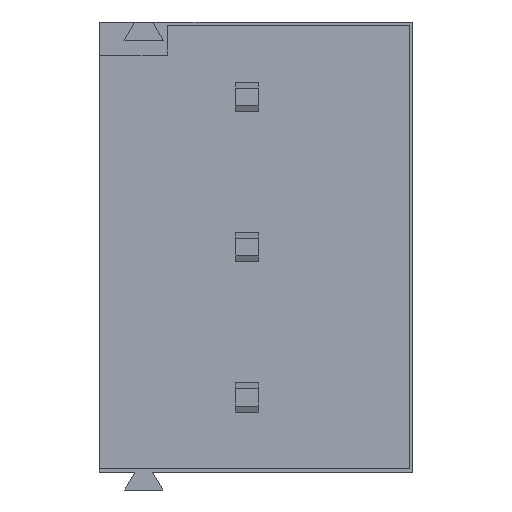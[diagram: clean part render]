
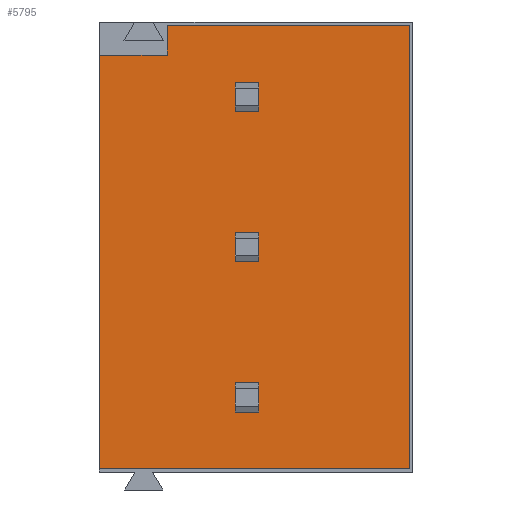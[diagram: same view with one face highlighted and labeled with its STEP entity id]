
A CAD part, front view. The second image highlights one B-rep face of the part: STEP entity #5795.
In plain terms, the highlighted planar face has unit normal (0, -1, 0).
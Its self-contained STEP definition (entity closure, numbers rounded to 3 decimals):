
#31 = EDGE_CURVE ( 'NONE', #5465, #6224, #4557, .T. ) ;
#79 = EDGE_CURVE ( 'NONE', #6662, #219, #6675, .T. ) ;
#160 = EDGE_CURVE ( 'NONE', #2261, #6662, #805, .T. ) ;
#164 = VECTOR ( 'NONE', #3260, 1000. ) ;
#219 = VERTEX_POINT ( 'NONE', #555 ) ;
#437 = EDGE_CURVE ( 'NONE', #6070, #4569, #1954, .T. ) ;
#555 = CARTESIAN_POINT ( 'NONE',  ( 2.3, -1.5, 2.42 ) ) ;
#715 = VECTOR ( 'NONE', #5154, 1000. ) ;
#777 = DIRECTION ( 'NONE',  ( 0., 0., 1. ) ) ;
#805 = LINE ( 'NONE', #6316, #3468 ) ;
#813 = EDGE_LOOP ( 'NONE', ( #2224, #6177, #4443, #4246, #6172, #3755 ) ) ;
#852 = VECTOR ( 'NONE', #1002, 1000. ) ;
#860 = ORIENTED_EDGE ( 'NONE', *, *, #3244, .T. ) ;
#879 = DIRECTION ( 'NONE',  ( 0., 0., -1. ) ) ;
#937 = CARTESIAN_POINT ( 'NONE',  ( 0., -1.5, 2.42 ) ) ;
#961 = VECTOR ( 'NONE', #4728, 1000. ) ;
#1002 = DIRECTION ( 'NONE',  ( -1., 0., 0. ) ) ;
#1023 = EDGE_CURVE ( 'NONE', #2724, #3201, #3870, .T. ) ;
#1121 = FACE_BOUND ( 'NONE', #2181, .T. ) ;
#1153 = DIRECTION ( 'NONE',  ( 0., 0., 1. ) ) ;
#1173 = CARTESIAN_POINT ( 'NONE',  ( 4.6, -1.5, 2.42 ) ) ;
#1177 = EDGE_LOOP ( 'NONE', ( #860, #2942, #1960, #6327 ) ) ;
#1202 = DIRECTION ( 'NONE',  ( 0., 0., -1. ) ) ;
#1368 = CARTESIAN_POINT ( 'NONE',  ( 10.5, -1.5, -4.58 ) ) ;
#1400 = LINE ( 'NONE', #4583, #715 ) ;
#1408 = VECTOR ( 'NONE', #2445, 1000. ) ;
#1462 = VECTOR ( 'NONE', #879, 1000. ) ;
#1496 = VECTOR ( 'NONE', #5746, 1000. ) ;
#1512 = EDGE_CURVE ( 'NONE', #1803, #5630, #1400, .T. ) ;
#1540 = EDGE_CURVE ( 'NONE', #1672, #5580, #4118, .T. ) ;
#1553 = DIRECTION ( 'NONE',  ( 1., 0., 0. ) ) ;
#1600 = LINE ( 'NONE', #5982, #852 ) ;
#1627 = FACE_BOUND ( 'NONE', #1177, .T. ) ;
#1669 = LINE ( 'NONE', #4302, #164 ) ;
#1672 = VERTEX_POINT ( 'NONE', #4374 ) ;
#1681 = EDGE_CURVE ( 'NONE', #5953, #3705, #1669, .T. ) ;
#1803 = VERTEX_POINT ( 'NONE', #5668 ) ;
#1862 = EDGE_CURVE ( 'NONE', #4231, #3705, #7046, .T. ) ;
#1873 = ORIENTED_EDGE ( 'NONE', *, *, #4750, .F. ) ;
#1954 = LINE ( 'NONE', #5682, #2890 ) ;
#1960 = ORIENTED_EDGE ( 'NONE', *, *, #1681, .T. ) ;
#1970 = CARTESIAN_POINT ( 'NONE',  ( 5.4, -1.5, 2.42 ) ) ;
#1994 = CARTESIAN_POINT ( 'NONE',  ( 5.4, -1.5, -4.58 ) ) ;
#2148 = EDGE_CURVE ( 'NONE', #2724, #5630, #6856, .T. ) ;
#2181 = EDGE_LOOP ( 'NONE', ( #3358, #4129, #4963, #2839 ) ) ;
#2182 = FACE_OUTER_BOUND ( 'NONE', #813, .T. ) ;
#2224 = ORIENTED_EDGE ( 'NONE', *, *, #79, .F. ) ;
#2261 = VERTEX_POINT ( 'NONE', #6278 ) ;
#2437 = LINE ( 'NONE', #5239, #961 ) ;
#2445 = DIRECTION ( 'NONE',  ( -1., 0., 0. ) ) ;
#2691 = VECTOR ( 'NONE', #4209, 1000. ) ;
#2704 = CARTESIAN_POINT ( 'NONE',  ( 5.4, -1.5, 0.5 ) ) ;
#2718 = LINE ( 'NONE', #1173, #6328 ) ;
#2724 = VERTEX_POINT ( 'NONE', #4665 ) ;
#2734 = CARTESIAN_POINT ( 'NONE',  ( 10.5, -1.5, 2.42 ) ) ;
#2748 = VECTOR ( 'NONE', #1153, 1000. ) ;
#2753 = DIRECTION ( 'NONE',  ( 0., 0., 1. ) ) ;
#2780 = CARTESIAN_POINT ( 'NONE',  ( 5.4, -1.5, 2.42 ) ) ;
#2803 = CARTESIAN_POINT ( 'NONE',  ( 5.4, -1.5, -10.66 ) ) ;
#2839 = ORIENTED_EDGE ( 'NONE', *, *, #1512, .T. ) ;
#2847 = CARTESIAN_POINT ( 'NONE',  ( 4.6, -1.5, 2.42 ) ) ;
#2878 = LINE ( 'NONE', #5628, #1408 ) ;
#2890 = VECTOR ( 'NONE', #2966, 1000. ) ;
#2942 = ORIENTED_EDGE ( 'NONE', *, *, #6345, .T. ) ;
#2966 = DIRECTION ( 'NONE',  ( -1., 0., 0. ) ) ;
#3201 = VERTEX_POINT ( 'NONE', #5884 ) ;
#3221 = CARTESIAN_POINT ( 'NONE',  ( 10.5, -1.5, -12.58 ) ) ;
#3223 = VECTOR ( 'NONE', #777, 1000. ) ;
#3244 = EDGE_CURVE ( 'NONE', #4231, #4588, #5397, .T. ) ;
#3255 = PLANE ( 'NONE',  #6485 ) ;
#3260 = DIRECTION ( 'NONE',  ( 1., 0., 0. ) ) ;
#3334 = DIRECTION ( 'NONE',  ( 0., -1., 0. ) ) ;
#3336 = FACE_BOUND ( 'NONE', #3835, .T. ) ;
#3343 = EDGE_CURVE ( 'NONE', #6224, #4621, #1600, .T. ) ;
#3358 = ORIENTED_EDGE ( 'NONE', *, *, #2148, .F. ) ;
#3468 = VECTOR ( 'NONE', #5293, 1000. ) ;
#3516 = CARTESIAN_POINT ( 'NONE',  ( 2.3, -1.5, 1.42 ) ) ;
#3620 = VECTOR ( 'NONE', #4077, 1000. ) ;
#3705 = VERTEX_POINT ( 'NONE', #5908 ) ;
#3719 = CARTESIAN_POINT ( 'NONE',  ( 2.3, -1.5, 1.42 ) ) ;
#3755 = ORIENTED_EDGE ( 'NONE', *, *, #4199, .T. ) ;
#3835 = EDGE_LOOP ( 'NONE', ( #1873, #4821, #4933, #5642 ) ) ;
#3870 = LINE ( 'NONE', #6697, #5847 ) ;
#4025 = LINE ( 'NONE', #4478, #2748 ) ;
#4077 = DIRECTION ( 'NONE',  ( 0., 0., 1. ) ) ;
#4118 = LINE ( 'NONE', #1368, #1496 ) ;
#4125 = EDGE_CURVE ( 'NONE', #3201, #1803, #2718, .T. ) ;
#4129 = ORIENTED_EDGE ( 'NONE', *, *, #1023, .T. ) ;
#4199 = EDGE_CURVE ( 'NONE', #5465, #219, #2878, .T. ) ;
#4209 = DIRECTION ( 'NONE',  ( 0., 0., 1. ) ) ;
#4231 = VERTEX_POINT ( 'NONE', #2803 ) ;
#4246 = ORIENTED_EDGE ( 'NONE', *, *, #3343, .F. ) ;
#4284 = CARTESIAN_POINT ( 'NONE',  ( 10.5, -1.5, -10.66 ) ) ;
#4302 = CARTESIAN_POINT ( 'NONE',  ( 10.5, -1.5, -9.66 ) ) ;
#4374 = CARTESIAN_POINT ( 'NONE',  ( 4.6, -1.5, -4.58 ) ) ;
#4429 = DIRECTION ( 'NONE',  ( 0., 0., 1. ) ) ;
#4443 = ORIENTED_EDGE ( 'NONE', *, *, #6521, .T. ) ;
#4478 = CARTESIAN_POINT ( 'NONE',  ( 4.6, -1.5, 2.42 ) ) ;
#4557 = LINE ( 'NONE', #6120, #5286 ) ;
#4569 = VERTEX_POINT ( 'NONE', #6631 ) ;
#4583 = CARTESIAN_POINT ( 'NONE',  ( 10.5, -1.5, 0.5 ) ) ;
#4588 = VERTEX_POINT ( 'NONE', #6407 ) ;
#4621 = VERTEX_POINT ( 'NONE', #6016 ) ;
#4665 = CARTESIAN_POINT ( 'NONE',  ( 5.4, -1.5, -0.5 ) ) ;
#4728 = DIRECTION ( 'NONE',  ( 0., 0., 1. ) ) ;
#4750 = EDGE_CURVE ( 'NONE', #6070, #5580, #2437, .T. ) ;
#4821 = ORIENTED_EDGE ( 'NONE', *, *, #437, .T. ) ;
#4899 = DIRECTION ( 'NONE',  ( -1., 0., 0. ) ) ;
#4933 = ORIENTED_EDGE ( 'NONE', *, *, #5053, .T. ) ;
#4934 = DIRECTION ( 'NONE',  ( -1., 0., 0. ) ) ;
#4963 = ORIENTED_EDGE ( 'NONE', *, *, #4125, .T. ) ;
#4995 = VECTOR ( 'NONE', #4899, 1000. ) ;
#5053 = EDGE_CURVE ( 'NONE', #4569, #1672, #5599, .T. ) ;
#5094 = CARTESIAN_POINT ( 'NONE',  ( 4.6, -1.5, -9.66 ) ) ;
#5154 = DIRECTION ( 'NONE',  ( 1., 0., 0. ) ) ;
#5239 = CARTESIAN_POINT ( 'NONE',  ( 5.4, -1.5, 2.42 ) ) ;
#5286 = VECTOR ( 'NONE', #1202, 1000. ) ;
#5293 = DIRECTION ( 'NONE',  ( 1., 0., 0. ) ) ;
#5397 = LINE ( 'NONE', #4284, #4995 ) ;
#5465 = VERTEX_POINT ( 'NONE', #2734 ) ;
#5580 = VERTEX_POINT ( 'NONE', #1994 ) ;
#5599 = LINE ( 'NONE', #2847, #3620 ) ;
#5628 = CARTESIAN_POINT ( 'NONE',  ( 10.5, -1.5, 2.42 ) ) ;
#5630 = VERTEX_POINT ( 'NONE', #2704 ) ;
#5642 = ORIENTED_EDGE ( 'NONE', *, *, #1540, .T. ) ;
#5668 = CARTESIAN_POINT ( 'NONE',  ( 4.6, -1.5, 0.5 ) ) ;
#5682 = CARTESIAN_POINT ( 'NONE',  ( 10.5, -1.5, -5.58 ) ) ;
#5746 = DIRECTION ( 'NONE',  ( 1., 0., 0. ) ) ;
#5755 = CARTESIAN_POINT ( 'NONE',  ( 5.4, -1.5, -5.58 ) ) ;
#5795 = ADVANCED_FACE ( 'NONE', ( #1121, #3336, #2182, #1627 ), #3255, .T. ) ;
#5847 = VECTOR ( 'NONE', #4934, 1000. ) ;
#5848 = LINE ( 'NONE', #937, #1462 ) ;
#5884 = CARTESIAN_POINT ( 'NONE',  ( 4.6, -1.5, -0.5 ) ) ;
#5908 = CARTESIAN_POINT ( 'NONE',  ( 5.4, -1.5, -9.66 ) ) ;
#5953 = VERTEX_POINT ( 'NONE', #5094 ) ;
#5980 = VECTOR ( 'NONE', #2753, 1000. ) ;
#5982 = CARTESIAN_POINT ( 'NONE',  ( 10.5, -1.5, -12.58 ) ) ;
#6005 = CARTESIAN_POINT ( 'NONE',  ( 10.5, -1.5, 2.42 ) ) ;
#6016 = CARTESIAN_POINT ( 'NONE',  ( 0., -1.5, -12.58 ) ) ;
#6070 = VERTEX_POINT ( 'NONE', #5755 ) ;
#6120 = CARTESIAN_POINT ( 'NONE',  ( 10.5, -1.5, 2.42 ) ) ;
#6172 = ORIENTED_EDGE ( 'NONE', *, *, #31, .F. ) ;
#6177 = ORIENTED_EDGE ( 'NONE', *, *, #160, .F. ) ;
#6224 = VERTEX_POINT ( 'NONE', #3221 ) ;
#6278 = CARTESIAN_POINT ( 'NONE',  ( 0., -1.5, 1.42 ) ) ;
#6316 = CARTESIAN_POINT ( 'NONE',  ( 0., -1.5, 1.42 ) ) ;
#6327 = ORIENTED_EDGE ( 'NONE', *, *, #1862, .F. ) ;
#6328 = VECTOR ( 'NONE', #4429, 1000. ) ;
#6345 = EDGE_CURVE ( 'NONE', #4588, #5953, #4025, .T. ) ;
#6407 = CARTESIAN_POINT ( 'NONE',  ( 4.6, -1.5, -10.66 ) ) ;
#6485 = AXIS2_PLACEMENT_3D ( 'NONE', #6005, #3334, #1553 ) ;
#6521 = EDGE_CURVE ( 'NONE', #2261, #4621, #5848, .T. ) ;
#6631 = CARTESIAN_POINT ( 'NONE',  ( 4.6, -1.5, -5.58 ) ) ;
#6662 = VERTEX_POINT ( 'NONE', #3719 ) ;
#6675 = LINE ( 'NONE', #3516, #3223 ) ;
#6697 = CARTESIAN_POINT ( 'NONE',  ( 10.5, -1.5, -0.5 ) ) ;
#6856 = LINE ( 'NONE', #1970, #2691 ) ;
#7046 = LINE ( 'NONE', #2780, #5980 ) ;
